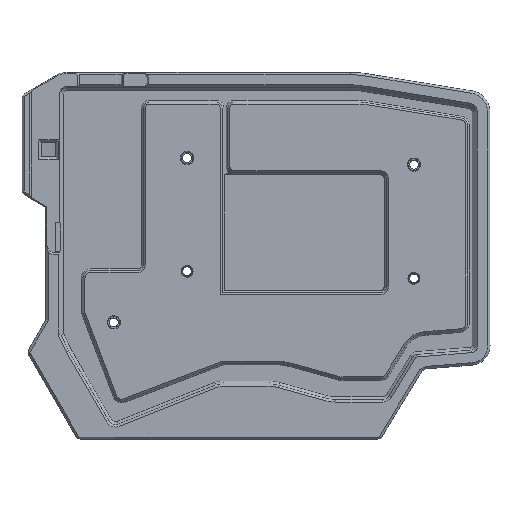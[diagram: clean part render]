
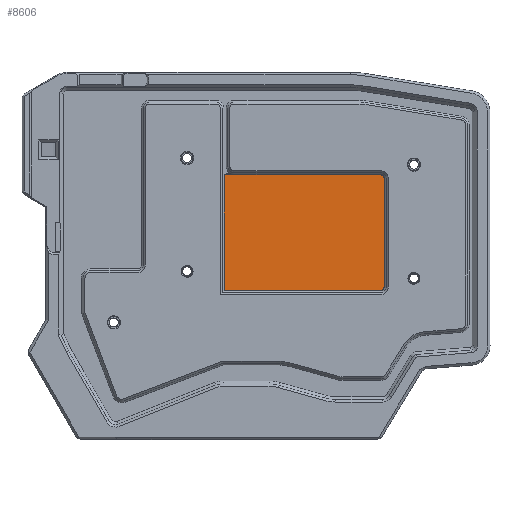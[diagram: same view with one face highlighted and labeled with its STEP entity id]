
A CAD part, top view. The second image highlights one B-rep face of the part: STEP entity #8606.
In plain terms, the highlighted planar face has unit normal (0, 0, 1).
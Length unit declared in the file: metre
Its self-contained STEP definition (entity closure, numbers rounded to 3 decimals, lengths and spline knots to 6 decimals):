
#355=CIRCLE('',#9303,0.0008);
#356=CIRCLE('',#9304,0.0008);
#357=CIRCLE('',#9305,0.0012);
#358=CIRCLE('',#9306,0.0012);
#359=CIRCLE('',#9307,0.0028);
#1775=ORIENTED_EDGE('',*,*,#3660,.T.);
#1776=ORIENTED_EDGE('',*,*,#3661,.T.);
#1777=ORIENTED_EDGE('',*,*,#3662,.T.);
#1778=ORIENTED_EDGE('',*,*,#3663,.T.);
#1779=ORIENTED_EDGE('',*,*,#3664,.T.);
#1780=ORIENTED_EDGE('',*,*,#3665,.T.);
#1781=ORIENTED_EDGE('',*,*,#3666,.T.);
#1782=ORIENTED_EDGE('',*,*,#3667,.T.);
#1783=ORIENTED_EDGE('',*,*,#3668,.T.);
#1784=ORIENTED_EDGE('',*,*,#3669,.T.);
#3660=EDGE_CURVE('',#4611,#4612,#355,.T.);
#3661=EDGE_CURVE('',#4612,#4613,#5441,.T.);
#3662=EDGE_CURVE('',#4613,#4614,#356,.T.);
#3663=EDGE_CURVE('',#4614,#4615,#5442,.T.);
#3664=EDGE_CURVE('',#4615,#4616,#357,.T.);
#3665=EDGE_CURVE('',#4616,#4617,#5443,.T.);
#3666=EDGE_CURVE('',#4617,#4618,#358,.T.);
#3667=EDGE_CURVE('',#4618,#4619,#5444,.T.);
#3668=EDGE_CURVE('',#4619,#4620,#359,.F.);
#3669=EDGE_CURVE('',#4620,#4611,#5445,.T.);
#4611=VERTEX_POINT('',#13721);
#4612=VERTEX_POINT('',#13722);
#4613=VERTEX_POINT('',#13724);
#4614=VERTEX_POINT('',#13726);
#4615=VERTEX_POINT('',#13728);
#4616=VERTEX_POINT('',#13730);
#4617=VERTEX_POINT('',#13732);
#4618=VERTEX_POINT('',#13734);
#4619=VERTEX_POINT('',#13736);
#4620=VERTEX_POINT('',#13738);
#5441=LINE('',#13723,#6436);
#5442=LINE('',#13727,#6437);
#5443=LINE('',#13731,#6438);
#5444=LINE('',#13735,#6439);
#5445=LINE('',#13739,#6440);
#6436=VECTOR('',#11082,1.);
#6437=VECTOR('',#11085,1.);
#6438=VECTOR('',#11088,1.);
#6439=VECTOR('',#11091,1.);
#6440=VECTOR('',#11094,1.);
#7075=EDGE_LOOP('',(#1775,#1776,#1777,#1778,#1779,#1780,#1781,#1782,#1783,
#1784));
#7662=FACE_BOUND('',#7075,.T.);
#8121=PLANE('',#9302);
#8606=ADVANCED_FACE('',(#7662),#8121,.T.);
#9302=AXIS2_PLACEMENT_3D('',#13719,#11078,#11079);
#9303=AXIS2_PLACEMENT_3D('',#13720,#11080,#11081);
#9304=AXIS2_PLACEMENT_3D('',#13725,#11083,#11084);
#9305=AXIS2_PLACEMENT_3D('',#13729,#11086,#11087);
#9306=AXIS2_PLACEMENT_3D('',#13733,#11089,#11090);
#9307=AXIS2_PLACEMENT_3D('',#13737,#11092,#11093);
#11078=DIRECTION('',(0.,0.,1.));
#11079=DIRECTION('',(1.,0.,0.));
#11080=DIRECTION('',(0.,0.,1.));
#11081=DIRECTION('',(1.,0.,0.));
#11082=DIRECTION('',(0.,-1.,0.));
#11083=DIRECTION('',(0.,0.,1.));
#11084=DIRECTION('',(1.,0.,0.));
#11085=DIRECTION('',(1.,0.,0.));
#11086=DIRECTION('',(0.,0.,1.));
#11087=DIRECTION('',(1.,0.,0.));
#11088=DIRECTION('',(0.,1.,0.));
#11089=DIRECTION('',(0.,0.,1.));
#11090=DIRECTION('',(1.,0.,0.));
#11091=DIRECTION('',(-1.,0.,0.));
#11092=DIRECTION('',(0.,0.,1.));
#11093=DIRECTION('',(1.,0.,0.));
#11094=DIRECTION('',(-1.,0.,0.));
#13719=CARTESIAN_POINT('',(0.,-0.001038,0.0015));
#13720=CARTESIAN_POINT('',(-0.013916,0.025538,0.0015));
#13721=CARTESIAN_POINT('',(-0.013916,0.026338,0.0015));
#13722=CARTESIAN_POINT('',(-0.014616,0.025925,0.0015));
#13723=CARTESIAN_POINT('',(-0.014616,-0.001038,0.0015));
#13724=CARTESIAN_POINT('',(-0.014616,-0.012287,0.0015));
#13725=CARTESIAN_POINT('',(-0.013916,-0.0119,0.0015));
#13726=CARTESIAN_POINT('',(-0.014304,-0.0126,0.0015));
#13727=CARTESIAN_POINT('',(0.,-0.0126,0.0015));
#13728=CARTESIAN_POINT('',(0.037795,-0.0126,0.0015));
#13729=CARTESIAN_POINT('',(0.037795,-0.0114,0.0015));
#13730=CARTESIAN_POINT('',(0.038995,-0.0114,0.0015));
#13731=CARTESIAN_POINT('',(0.038995,-0.001038,0.0015));
#13732=CARTESIAN_POINT('',(0.038995,0.025038,0.0015));
#13733=CARTESIAN_POINT('',(0.037795,0.025038,0.0015));
#13734=CARTESIAN_POINT('',(0.037795,0.026238,0.0015));
#13735=CARTESIAN_POINT('',(0.,0.026238,0.0015));
#13736=CARTESIAN_POINT('',(-0.011416,0.026238,0.0015));
#13737=CARTESIAN_POINT('',(-0.011416,0.029038,0.0015));
#13738=CARTESIAN_POINT('',(-0.012158,0.026338,0.0015));
#13739=CARTESIAN_POINT('',(-0.013916,0.026338,0.0015));
